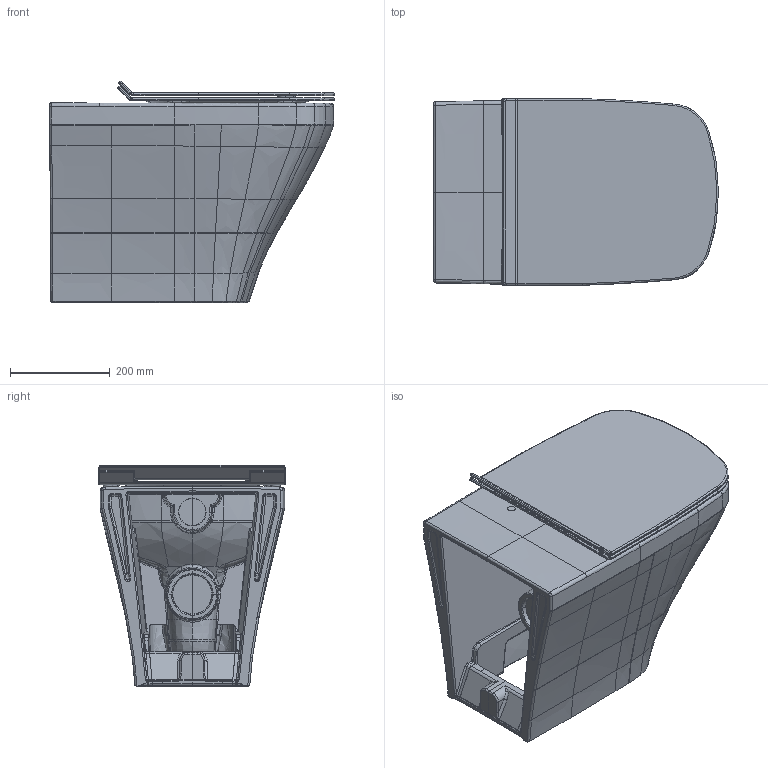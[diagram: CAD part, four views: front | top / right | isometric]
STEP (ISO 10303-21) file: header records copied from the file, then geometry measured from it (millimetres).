
FILE_DESCRIPTION((''),'2;1');
FILE_NAME('215009.stp','2013-05-29T13:43:38',('Administrator'),(''),'Autodesk Inventor 2011','Autodesk Inventor 2011','');
FILE_SCHEMA(('CONFIG_CONTROL_DESIGN'));
Length unit declared in the file: millimetre
Products named in the file (6): 215009; DuraStyle WC-Sitz mittel; Deckel mittel; Sitz mittel; Gummipuffer
Assembly tree (10 placements, depth 3):
  215009
    215009
    DuraStyle WC-Sitz mittel
      Deckel mittel
      Sitz mittel
      Gummipuffer  x6
Bounding box: 571.51 x 374.56 x 443.92 mm (x, y, z)
Volume: 25426781 mm3; surface area: 2046447 mm2
Topology: 9 solids, 9 shells, 1390 faces, 3220 edges, 1827 vertices
Faces by surface type: bspline 998, cylinder 171, plane 119, torus 86, sphere 14, cone 2
Full cylindrical faces by diameter (mm): 15 x2
Entity records: 166819 total; most frequent: CARTESIAN_POINT 140560, ORIENTED_EDGE 6254, DIRECTION 3252, EDGE_CURVE 3127, VERTEX_POINT 1781, B_SPLINE_CURVE_WITH_KNOTS 1625, EDGE_LOOP 1370, AXIS2_PLACEMENT_3D 1362
